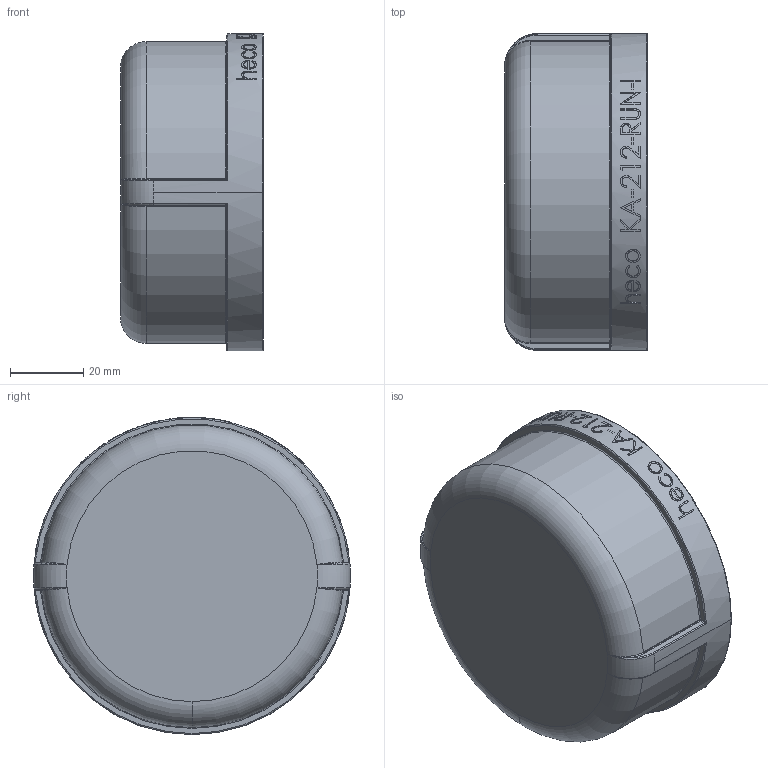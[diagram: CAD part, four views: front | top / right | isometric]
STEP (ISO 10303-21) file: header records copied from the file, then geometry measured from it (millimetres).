
FILE_DESCRIPTION (( 'STEP AP214' ), '1' );
FILE_NAME ('heco_KA-212-RUN-I.STEP', '2016-09-14T08:05:19', ( '' ), ( '' ), 'SwSTEP 2.0', 'SolidWorks 2016', '' );
FILE_SCHEMA (( 'AUTOMOTIVE_DESIGN' ));
Length unit declared in the file: millimetre
Products named in the file (1): heco_KA-212-RUN-I
Bounding box: 39 x 86.5 x 86.6 mm (x, y, z)
Volume: 63320.4 mm3; surface area: 29410.6 mm2
Topology: 1 solids, 1 shells, 260 faces, 672 edges, 428 vertices
Faces by surface type: bspline 102, plane 83, cylinder 48, torus 15, sphere 8, cone 4
Entity records: 21603 total; most frequent: CARTESIAN_POINT 14226, ORIENTED_EDGE 1328, DIRECTION 811, EDGE_CURVE 664, VERTEX_POINT 428, B_SPLINE_CURVE_WITH_KNOTS 344, AXIS2_PLACEMENT_3D 332, EDGE_LOOP 282
